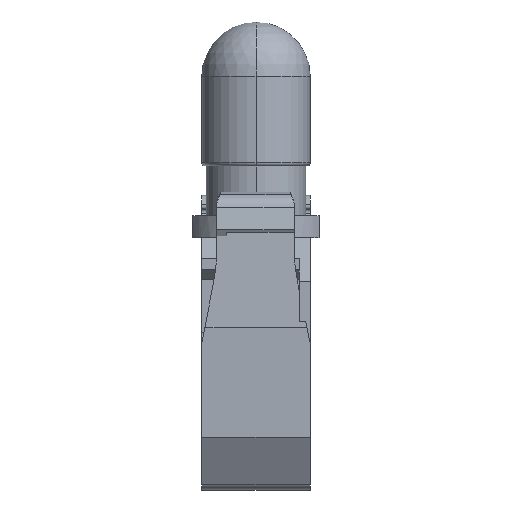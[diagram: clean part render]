
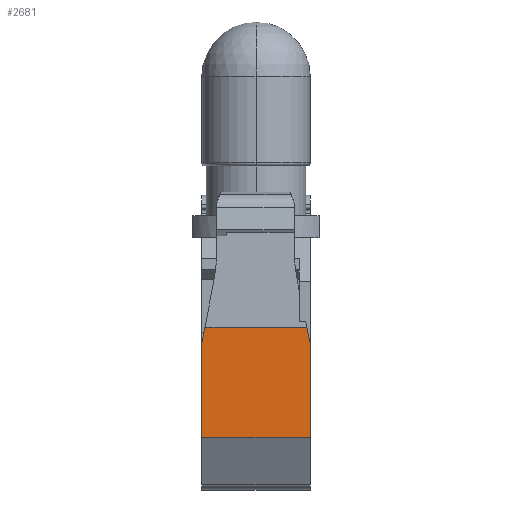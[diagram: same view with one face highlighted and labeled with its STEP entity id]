
A CAD part, front view. The second image highlights one B-rep face of the part: STEP entity #2681.
In plain terms, the highlighted planar face has unit normal (0, -1, 0).
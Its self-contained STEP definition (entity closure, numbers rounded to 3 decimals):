
#46=DIRECTION('',(0.,0.,-1.));
#47=VECTOR('',#46,8.452);
#48=CARTESIAN_POINT('',(0.,-16.5,-12.815));
#49=LINE('',#48,#47);
#300=DIRECTION('',(0.,0.,-1.));
#301=VECTOR('',#300,8.452);
#302=CARTESIAN_POINT('',(9.8,-16.5,-12.815));
#303=LINE('',#302,#301);
#632=DIRECTION('',(0.203,0.,-0.979));
#633=VECTOR('',#632,1.532);
#634=CARTESIAN_POINT('',(9.489,-16.5,-11.315));
#635=LINE('',#634,#633);
#636=DIRECTION('',(1.,0.,0.));
#637=VECTOR('',#636,9.8);
#638=CARTESIAN_POINT('',(0.,-16.5,-21.267));
#639=LINE('',#638,#637);
#640=DIRECTION('',(-0.189,0.,-0.982));
#641=VECTOR('',#640,1.528);
#642=CARTESIAN_POINT('',(0.289,-16.5,-11.315));
#643=LINE('',#642,#641);
#656=DIRECTION('',(-1.,0.,0.));
#657=VECTOR('',#656,9.2);
#658=CARTESIAN_POINT('',(9.489,-16.5,-11.315));
#659=LINE('',#658,#657);
#1635=CARTESIAN_POINT('',(9.489,-16.5,-11.315));
#1636=CARTESIAN_POINT('',(0.289,-16.5,-11.315));
#1637=VERTEX_POINT('',#1635);
#1638=VERTEX_POINT('',#1636);
#1639=CARTESIAN_POINT('',(0.,-16.5,-12.815));
#1640=VERTEX_POINT('',#1639);
#1641=CARTESIAN_POINT('',(9.8,-16.5,-12.815));
#1642=VERTEX_POINT('',#1641);
#1846=CARTESIAN_POINT('',(0.,-16.5,-21.267));
#1847=VERTEX_POINT('',#1846);
#1850=CARTESIAN_POINT('',(9.8,-16.5,-21.267));
#1851=VERTEX_POINT('',#1850);
#2665=CARTESIAN_POINT('',(0.,-16.5,-3.015));
#2666=DIRECTION('',(0.,-1.,0.));
#2667=DIRECTION('',(0.,0.,-1.));
#2668=AXIS2_PLACEMENT_3D('',#2665,#2666,#2667);
#2669=PLANE('',#2668);
#2671=ORIENTED_EDGE('',*,*,#2670,.F.);
#2673=ORIENTED_EDGE('',*,*,#2672,.T.);
#2674=ORIENTED_EDGE('',*,*,#2151,.T.);
#2675=ORIENTED_EDGE('',*,*,#2658,.F.);
#2676=ORIENTED_EDGE('',*,*,#1913,.F.);
#2678=ORIENTED_EDGE('',*,*,#2677,.F.);
#2679=EDGE_LOOP('',(#2671,#2673,#2674,#2675,#2676,#2678));
#2680=FACE_OUTER_BOUND('',#2679,.F.);
#2681=ADVANCED_FACE('',(#2680),#2669,.T.);
#1913=EDGE_CURVE('',#1640,#1847,#49,.T.);
#2151=EDGE_CURVE('',#1642,#1851,#303,.T.);
#2658=EDGE_CURVE('',#1847,#1851,#639,.T.);
#2670=EDGE_CURVE('',#1637,#1638,#659,.T.);
#2672=EDGE_CURVE('',#1637,#1642,#635,.T.);
#2677=EDGE_CURVE('',#1638,#1640,#643,.T.);
